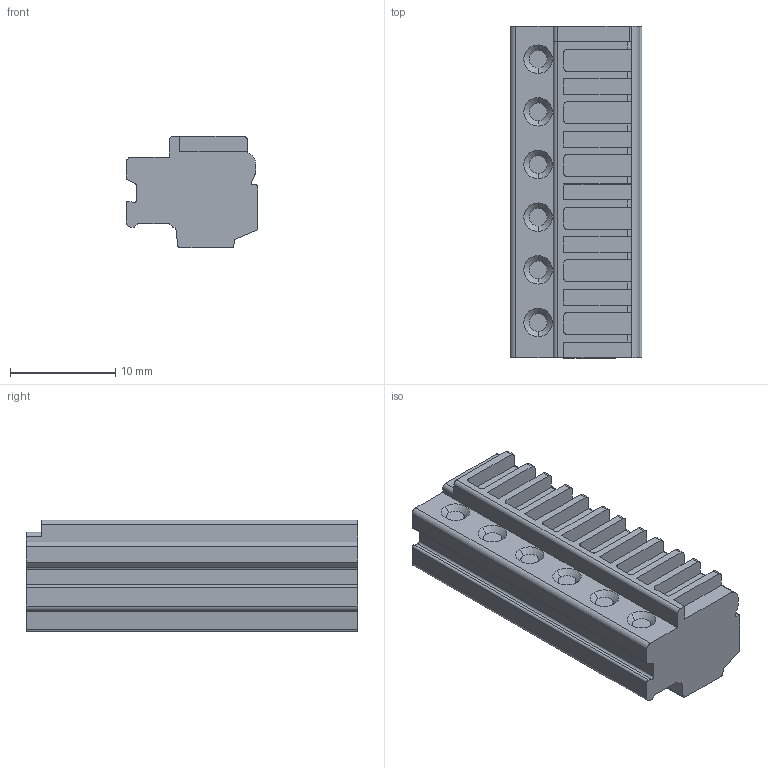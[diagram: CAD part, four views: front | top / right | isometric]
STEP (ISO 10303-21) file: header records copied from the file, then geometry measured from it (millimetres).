
FILE_DESCRIPTION((''),'2;1');
FILE_NAME('ASFD','2024-10-16T10:57:23',('tluser'),(''),'CREO PARAMETRIC BY PTC INC, 2018100','CREO PARAMETRIC BY PTC INC, 2018100','');
FILE_SCHEMA(('CONFIG_CONTROL_DESIGN'));
Length unit declared in the file: millimetre
Products named in the file (1): ASFD
Bounding box: 12.5 x 31.5 x 10.6 mm (x, y, z)
Volume: 3052.5 mm3; surface area: 1958.8 mm2
Topology: 1 solids, 1 shells, 261 faces, 705 edges, 470 vertices
Faces by surface type: plane 151, cylinder 86, cone 24
Entity records: 8385 total; most frequent: CARTESIAN_POINT 1628, ORIENTED_EDGE 1410, DIRECTION 1399, EDGE_CURVE 705, VERTEX_POINT 470, AXIS2_PLACEMENT_3D 469, VECTOR 461, LINE 461
